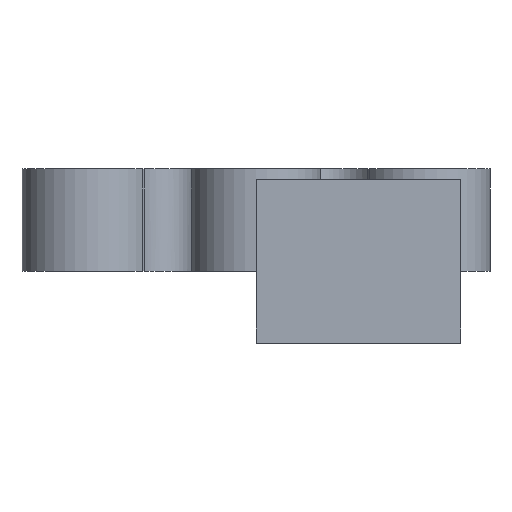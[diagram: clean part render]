
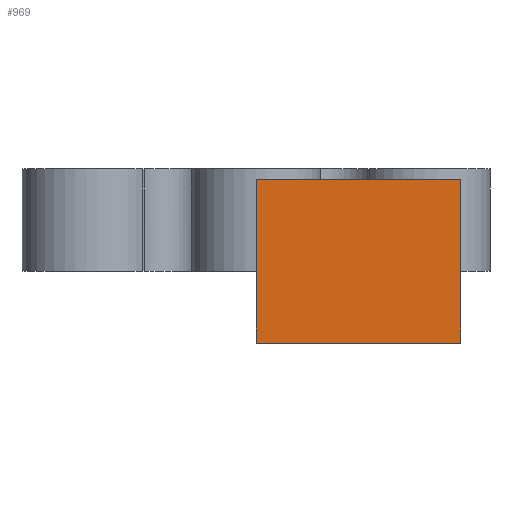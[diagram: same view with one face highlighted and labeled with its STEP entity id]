
A CAD part, front view. The second image highlights one B-rep face of the part: STEP entity #969.
In plain terms, the highlighted planar face has unit normal (0, -1, 0).
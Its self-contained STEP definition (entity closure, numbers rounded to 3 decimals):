
#186=FACE_OUTER_BOUND('',#243,.T.);
#243=EDGE_LOOP('',(#673,#674,#675,#676));
#308=LINE('',#1320,#353);
#313=LINE('',#1328,#358);
#314=LINE('',#1331,#359);
#315=LINE('',#1332,#360);
#353=VECTOR('',#1130,10.);
#358=VECTOR('',#1137,10.);
#359=VECTOR('',#1140,10.);
#360=VECTOR('',#1141,10.);
#400=VERTEX_POINT('',#1318);
#401=VERTEX_POINT('',#1319);
#403=VERTEX_POINT('',#1326);
#404=VERTEX_POINT('',#1330);
#505=EDGE_CURVE('',#400,#401,#308,.T.);
#510=EDGE_CURVE('',#400,#403,#313,.T.);
#511=EDGE_CURVE('',#404,#403,#314,.T.);
#512=EDGE_CURVE('',#401,#404,#315,.T.);
#673=ORIENTED_EDGE('',*,*,#510,.T.);
#674=ORIENTED_EDGE('',*,*,#511,.F.);
#675=ORIENTED_EDGE('',*,*,#512,.F.);
#676=ORIENTED_EDGE('',*,*,#505,.F.);
#953=PLANE('',#1056);
#969=ADVANCED_FACE('',(#186),#953,.T.);
#1056=AXIS2_PLACEMENT_3D('',#1329,#1138,#1139);
#1130=DIRECTION('',(-1.,0.,0.));
#1137=DIRECTION('',(0.,0.,1.));
#1138=DIRECTION('center_axis',(0.,-1.,0.));
#1139=DIRECTION('ref_axis',(1.,0.,0.));
#1140=DIRECTION('',(1.,0.,0.));
#1141=DIRECTION('',(0.,0.,1.));
#1318=CARTESIAN_POINT('',(10.,-8.717,-6.));
#1319=CARTESIAN_POINT('',(0.,-8.717,-6.));
#1320=CARTESIAN_POINT('',(0.,-8.717,-6.));
#1326=CARTESIAN_POINT('',(10.,-8.717,2.));
#1328=CARTESIAN_POINT('',(10.,-8.717,0.));
#1329=CARTESIAN_POINT('Origin',(0.,-8.717,0.));
#1330=CARTESIAN_POINT('',(0.,-8.717,2.));
#1331=CARTESIAN_POINT('',(25.,-8.717,2.));
#1332=CARTESIAN_POINT('',(0.,-8.717,0.));
